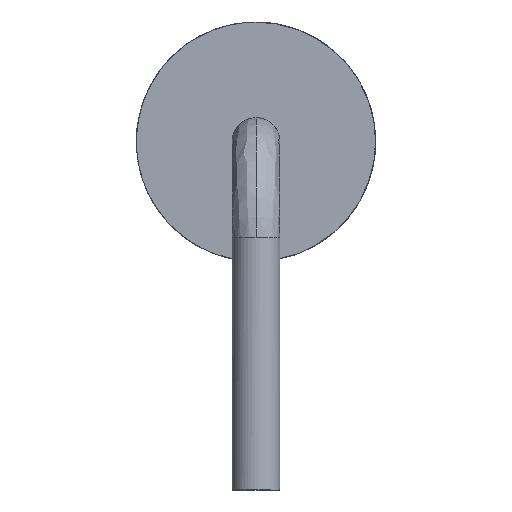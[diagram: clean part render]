
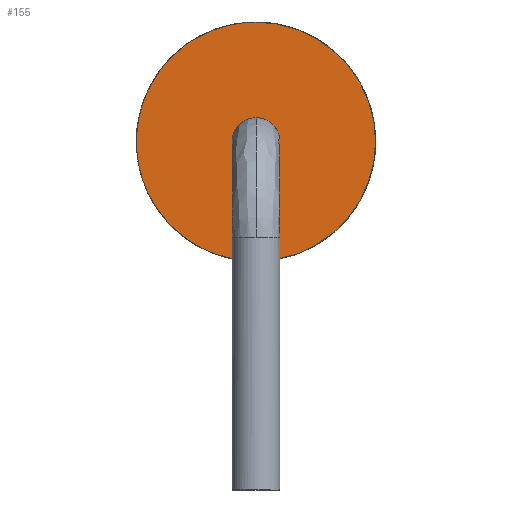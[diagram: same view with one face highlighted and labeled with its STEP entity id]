
A CAD part, front view. The second image highlights one B-rep face of the part: STEP entity #155.
In plain terms, the highlighted planar face has unit normal (0, -1, 0).
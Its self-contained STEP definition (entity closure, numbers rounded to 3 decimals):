
#1 = DIRECTION ( 'NONE',  ( 0., 0., 1. ) ) ;
#51 = CARTESIAN_POINT ( 'NONE',  ( 0., 0., 2.5 ) ) ;
#54 = CARTESIAN_POINT ( 'NONE',  ( 0.261, 0., -0.446 ) ) ;
#83 = CARTESIAN_POINT ( 'NONE',  ( -1.536, 0., 1.999 ) ) ;
#95 = CIRCLE ( 'NONE', #490, 2.5 ) ;
#127 = VERTEX_POINT ( 'NONE', #977 ) ;
#142 = CARTESIAN_POINT ( 'NONE',  ( 0.5, 0., -0.131 ) ) ;
#155 = ADVANCED_FACE ( 'NONE', ( #996, #914 ), #613, .F. ) ;
#164 = CARTESIAN_POINT ( 'NONE',  ( -0.654, 0., -2.435 ) ) ;
#165 = VERTEX_POINT ( 'NONE', #1185 ) ;
#170 = CARTESIAN_POINT ( 'NONE',  ( -0.654, 0., 2.435 ) ) ;
#187 = CARTESIAN_POINT ( 'NONE',  ( -0.446, 0., 0.261 ) ) ;
#215 = EDGE_LOOP ( 'NONE', ( #878, #1037 ) ) ;
#228 = CARTESIAN_POINT ( 'NONE',  ( 0.131, 0., -0.5 ) ) ;
#232 = CARTESIAN_POINT ( 'NONE',  ( 0.446, 0., 0.261 ) ) ;
#256 = EDGE_CURVE ( 'NONE', #127, #1095, #1008, .T. ) ;
#258 = CARTESIAN_POINT ( 'NONE',  ( -1.536, 0., -1.999 ) ) ;
#264 = CARTESIAN_POINT ( 'NONE',  ( 0., 0., 2.5 ) ) ;
#280 = CARTESIAN_POINT ( 'NONE',  ( 0., 0., 0.5 ) ) ;
#286 = CARTESIAN_POINT ( 'NONE',  ( -0.5, 0., -0.131 ) ) ;
#296 = CARTESIAN_POINT ( 'NONE',  ( 0., 0., -0.5 ) ) ;
#332 = CARTESIAN_POINT ( 'NONE',  ( 0.131, 0., 0.5 ) ) ;
#358 = CARTESIAN_POINT ( 'NONE',  ( -2.184, 0., -1.259 ) ) ;
#375 = CARTESIAN_POINT ( 'NONE',  ( -0.261, 0., -0.446 ) ) ;
#428 = B_SPLINE_CURVE_WITH_KNOTS ( 'NONE', 3,
 ( #584, #228, #54, #679, #142, #775, #232, #871, #332, #967 ),
 .UNSPECIFIED., .F., .F.,
 ( 4, 2, 2, 2, 4 ),
 ( 0., 0.25, 0.5, 0.75, 1. ),
 .UNSPECIFIED. ) ;
#442 = CARTESIAN_POINT ( 'NONE',  ( -2.5, 0., -0.327 ) ) ;
#459 = EDGE_CURVE ( 'NONE', #165, #526, #680, .T. ) ;
#460 = CARTESIAN_POINT ( 'NONE',  ( -0.131, 0., 0.5 ) ) ;
#465 = CARTESIAN_POINT ( 'NONE',  ( 0., 0., -0.5 ) ) ;
#490 = AXIS2_PLACEMENT_3D ( 'NONE', #496, #1146, #583 ) ;
#496 = CARTESIAN_POINT ( 'NONE',  ( 0., 0., 0. ) ) ;
#526 = VERTEX_POINT ( 'NONE', #296 ) ;
#533 = CARTESIAN_POINT ( 'NONE',  ( -2.435, 0., 0.654 ) ) ;
#540 = DIRECTION ( 'NONE',  ( 0., 1., 0. ) ) ;
#551 = ORIENTED_EDGE ( 'NONE', *, *, #459, .F. ) ;
#583 = DIRECTION ( 'NONE',  ( 0., 0., -1. ) ) ;
#584 = CARTESIAN_POINT ( 'NONE',  ( 0., 0., -0.5 ) ) ;
#612 = CARTESIAN_POINT ( 'NONE',  ( 0., 0., -2.5 ) ) ;
#613 = PLANE ( 'NONE',  #883 ) ;
#616 = ORIENTED_EDGE ( 'NONE', *, *, #1165, .F. ) ;
#618 = CARTESIAN_POINT ( 'NONE',  ( -1.999, 0., 1.536 ) ) ;
#645 = EDGE_LOOP ( 'NONE', ( #616, #551 ) ) ;
#679 = CARTESIAN_POINT ( 'NONE',  ( 0.446, 0., -0.261 ) ) ;
#680 = B_SPLINE_CURVE_WITH_KNOTS ( 'NONE', 3,
 ( #280, #460, #732, #187, #829, #286, #922, #375, #1025, #465 ),
 .UNSPECIFIED., .F., .F.,
 ( 4, 2, 2, 2, 4 ),
 ( 0., 0.25, 0.5, 0.75, 1. ),
 .UNSPECIFIED. ) ;
#713 = CARTESIAN_POINT ( 'NONE',  ( -1.259, 0., 2.184 ) ) ;
#732 = CARTESIAN_POINT ( 'NONE',  ( -0.261, 0., 0.446 ) ) ;
#775 = CARTESIAN_POINT ( 'NONE',  ( 0.5, 0., 0.131 ) ) ;
#802 = CARTESIAN_POINT ( 'NONE',  ( -1.259, 0., -2.184 ) ) ;
#809 = CARTESIAN_POINT ( 'NONE',  ( -0.327, 0., 2.5 ) ) ;
#829 = CARTESIAN_POINT ( 'NONE',  ( -0.5, 0., 0.131 ) ) ;
#871 = CARTESIAN_POINT ( 'NONE',  ( 0.261, 0., 0.446 ) ) ;
#878 = ORIENTED_EDGE ( 'NONE', *, *, #1002, .F. ) ;
#883 = AXIS2_PLACEMENT_3D ( 'NONE', #1102, #540, #1 ) ;
#896 = CARTESIAN_POINT ( 'NONE',  ( -1.999, 0., -1.536 ) ) ;
#914 = FACE_OUTER_BOUND ( 'NONE', #215, .T. ) ;
#922 = CARTESIAN_POINT ( 'NONE',  ( -0.446, 0., -0.261 ) ) ;
#967 = CARTESIAN_POINT ( 'NONE',  ( 0., 0., 0.5 ) ) ;
#977 = CARTESIAN_POINT ( 'NONE',  ( 0., 0., -2.5 ) ) ;
#996 = FACE_BOUND ( 'NONE', #645, .T. ) ;
#999 = CARTESIAN_POINT ( 'NONE',  ( -2.435, 0., -0.654 ) ) ;
#1002 = EDGE_CURVE ( 'NONE', #1095, #127, #95, .T. ) ;
#1008 = B_SPLINE_CURVE_WITH_KNOTS ( 'NONE', 3,
 ( #612, #1178, #164, #802, #258, #896, #358, #999, #442, #1094, #533, #1184, #618, #83, #713, #170, #809, #264 ),
 .UNSPECIFIED., .F., .F.,
 ( 4, 2, 2, 2, 2, 2, 2, 2, 4 ),
 ( 0., 0.125, 0.25, 0.375, 0.5, 0.625, 0.75, 0.875, 1. ),
 .UNSPECIFIED. ) ;
#1025 = CARTESIAN_POINT ( 'NONE',  ( -0.131, 0., -0.5 ) ) ;
#1037 = ORIENTED_EDGE ( 'NONE', *, *, #256, .F. ) ;
#1094 = CARTESIAN_POINT ( 'NONE',  ( -2.5, 0., 0.327 ) ) ;
#1095 = VERTEX_POINT ( 'NONE', #51 ) ;
#1102 = CARTESIAN_POINT ( 'NONE',  ( 0., 0., 0. ) ) ;
#1146 = DIRECTION ( 'NONE',  ( 0., 1., 0. ) ) ;
#1165 = EDGE_CURVE ( 'NONE', #526, #165, #428, .T. ) ;
#1178 = CARTESIAN_POINT ( 'NONE',  ( -0.327, 0., -2.5 ) ) ;
#1184 = CARTESIAN_POINT ( 'NONE',  ( -2.184, 0., 1.259 ) ) ;
#1185 = CARTESIAN_POINT ( 'NONE',  ( 0., 0., 0.5 ) ) ;
